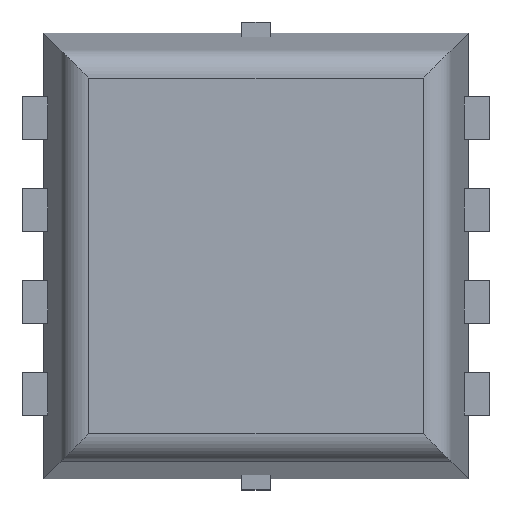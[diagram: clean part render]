
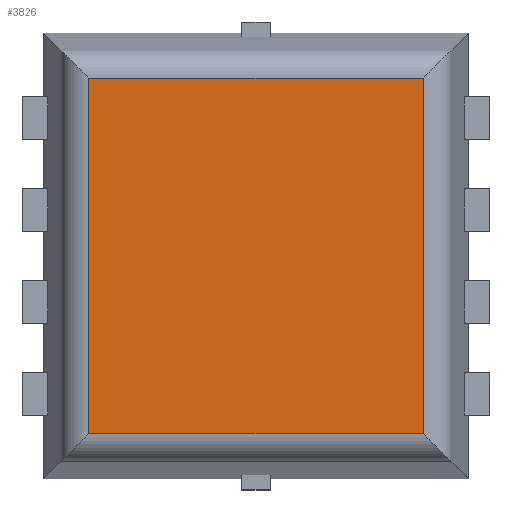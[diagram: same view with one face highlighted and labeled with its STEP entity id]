
A CAD part, top view. The second image highlights one B-rep face of the part: STEP entity #3826.
In plain terms, the highlighted face is planar.
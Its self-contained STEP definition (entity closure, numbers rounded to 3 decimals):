
#3782 = VERTEX_POINT('',#3783);
#3783 = CARTESIAN_POINT('',(1.182,0.85,-1.257));
#3800 = VERTEX_POINT('',#3801);
#3801 = CARTESIAN_POINT('',(-1.182,0.85,-1.257));
#3816 = EDGE_CURVE('',#3782,#3800,#3817,.T.);
#3817 = LINE('',#3818,#3819);
#3818 = CARTESIAN_POINT('',(1.182,0.85,-1.257));
#3819 = VECTOR('',#3820,1.);
#3820 = DIRECTION('',(-1.,0.,0.));
#3826 = ADVANCED_FACE('',(#3827),#3852,.T.);
#3827 = FACE_BOUND('',#3828,.F.);
#3828 = EDGE_LOOP('',(#3829,#3837,#3845,#3851));
#3829 = ORIENTED_EDGE('',*,*,#3830,.F.);
#3830 = EDGE_CURVE('',#3831,#3782,#3833,.T.);
#3831 = VERTEX_POINT('',#3832);
#3832 = CARTESIAN_POINT('',(1.182,0.85,1.257));
#3833 = LINE('',#3834,#3835);
#3834 = CARTESIAN_POINT('',(1.182,0.85,1.257));
#3835 = VECTOR('',#3836,1.);
#3836 = DIRECTION('',(0.,0.,-1.));
#3837 = ORIENTED_EDGE('',*,*,#3838,.F.);
#3838 = EDGE_CURVE('',#3839,#3831,#3841,.T.);
#3839 = VERTEX_POINT('',#3840);
#3840 = CARTESIAN_POINT('',(-1.182,0.85,1.257));
#3841 = LINE('',#3842,#3843);
#3842 = CARTESIAN_POINT('',(-1.182,0.85,1.257));
#3843 = VECTOR('',#3844,1.);
#3844 = DIRECTION('',(1.,0.,0.));
#3845 = ORIENTED_EDGE('',*,*,#3846,.F.);
#3846 = EDGE_CURVE('',#3800,#3839,#3847,.T.);
#3847 = LINE('',#3848,#3849);
#3848 = CARTESIAN_POINT('',(-1.182,0.85,-1.257));
#3849 = VECTOR('',#3850,1.);
#3850 = DIRECTION('',(0.,0.,1.));
#3851 = ORIENTED_EDGE('',*,*,#3816,.F.);
#3852 = PLANE('',#3853);
#3853 = AXIS2_PLACEMENT_3D('',#3854,#3855,#3856);
#3854 = CARTESIAN_POINT('',(0.,0.85,0.));
#3855 = DIRECTION('',(0.,1.,0.));
#3856 = DIRECTION('',(1.,0.,0.));
